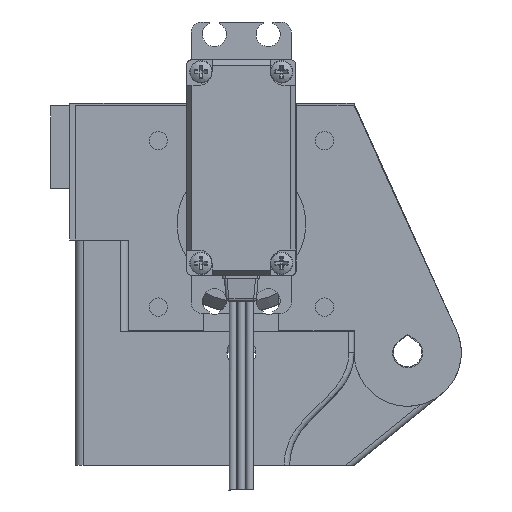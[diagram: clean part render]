
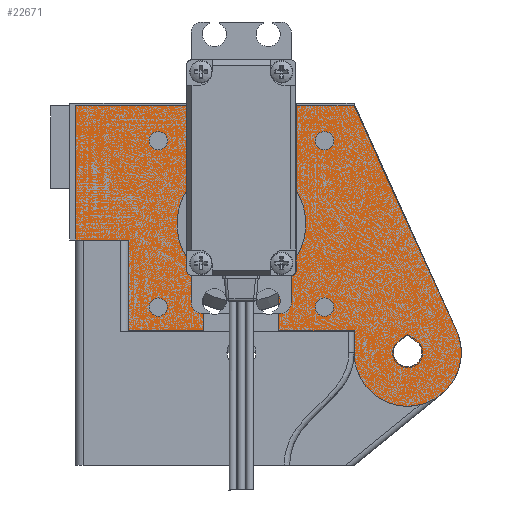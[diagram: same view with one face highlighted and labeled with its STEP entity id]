
A CAD part, left-side view. The second image highlights one B-rep face of the part: STEP entity #22671.
In plain terms, the highlighted planar face has unit normal (-1, 0, 0).
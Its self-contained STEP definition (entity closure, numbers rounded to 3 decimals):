
#640=FACE_BOUND('',#3016,.T.);
#641=FACE_BOUND('',#3017,.T.);
#642=FACE_BOUND('',#3018,.T.);
#643=FACE_BOUND('',#3019,.T.);
#644=FACE_BOUND('',#3020,.T.);
#860=PLANE('',#24216);
#1655=FACE_OUTER_BOUND('',#3015,.T.);
#3015=EDGE_LOOP('',(#16333,#16334,#16335,#16336,#16337,#16338,#16339,#16340,
#16341,#16342,#16343,#16344,#16345));
#3016=EDGE_LOOP('',(#16346,#16347,#16348));
#3017=EDGE_LOOP('',(#16349));
#3018=EDGE_LOOP('',(#16350));
#3019=EDGE_LOOP('',(#16351));
#3020=EDGE_LOOP('',(#16352));
#4701=CIRCLE('',#24217,12.);
#4702=CIRCLE('',#24218,10.);
#4703=CIRCLE('',#24219,2.65);
#4704=CIRCLE('',#24220,1.7);
#4705=CIRCLE('',#24221,1.7);
#4706=CIRCLE('',#24222,1.7);
#4707=CIRCLE('',#24223,1.7);
#5866=LINE('',#40715,#7729);
#5876=LINE('',#40741,#7739);
#5879=LINE('',#40747,#7742);
#5880=LINE('',#40749,#7743);
#5881=LINE('',#40751,#7744);
#5882=LINE('',#40755,#7745);
#5883=LINE('',#40757,#7746);
#5884=LINE('',#40759,#7747);
#5885=LINE('',#40761,#7748);
#5886=LINE('',#40765,#7749);
#5887=LINE('',#40766,#7750);
#5888=LINE('',#40769,#7751);
#5889=LINE('',#40772,#7752);
#7729=VECTOR('',#27288,10.);
#7739=VECTOR('',#27310,10.);
#7742=VECTOR('',#27315,10.);
#7743=VECTOR('',#27316,10.);
#7744=VECTOR('',#27317,10.);
#7745=VECTOR('',#27320,10.);
#7746=VECTOR('',#27321,10.);
#7747=VECTOR('',#27322,10.);
#7748=VECTOR('',#27323,10.);
#7749=VECTOR('',#27326,10.);
#7750=VECTOR('',#27327,10.);
#7751=VECTOR('',#27328,10.);
#7752=VECTOR('',#27331,10.);
#9715=VERTEX_POINT('',#40713);
#9716=VERTEX_POINT('',#40714);
#9726=VERTEX_POINT('',#40740);
#9728=VERTEX_POINT('',#40746);
#9729=VERTEX_POINT('',#40748);
#9730=VERTEX_POINT('',#40750);
#9731=VERTEX_POINT('',#40752);
#9732=VERTEX_POINT('',#40754);
#9733=VERTEX_POINT('',#40756);
#9734=VERTEX_POINT('',#40758);
#9735=VERTEX_POINT('',#40760);
#9736=VERTEX_POINT('',#40762);
#9737=VERTEX_POINT('',#40764);
#9738=VERTEX_POINT('',#40767);
#9739=VERTEX_POINT('',#40768);
#9740=VERTEX_POINT('',#40770);
#9741=VERTEX_POINT('',#40773);
#9742=VERTEX_POINT('',#40775);
#9743=VERTEX_POINT('',#40777);
#9744=VERTEX_POINT('',#40779);
#12197=EDGE_CURVE('',#9715,#9716,#5866,.T.);
#12210=EDGE_CURVE('',#9726,#9715,#5876,.T.);
#12213=EDGE_CURVE('',#9716,#9728,#5879,.T.);
#12214=EDGE_CURVE('',#9728,#9729,#5880,.T.);
#12215=EDGE_CURVE('',#9729,#9730,#5881,.T.);
#12216=EDGE_CURVE('',#9730,#9731,#4701,.T.);
#12217=EDGE_CURVE('',#9731,#9732,#5882,.T.);
#12218=EDGE_CURVE('',#9732,#9733,#5883,.T.);
#12219=EDGE_CURVE('',#9733,#9734,#5884,.T.);
#12220=EDGE_CURVE('',#9734,#9735,#5885,.T.);
#12221=EDGE_CURVE('',#9735,#9736,#4702,.T.);
#12222=EDGE_CURVE('',#9737,#9736,#5886,.T.);
#12223=EDGE_CURVE('',#9737,#9726,#5887,.T.);
#12224=EDGE_CURVE('',#9738,#9739,#5888,.T.);
#12225=EDGE_CURVE('',#9739,#9740,#4703,.T.);
#12226=EDGE_CURVE('',#9740,#9738,#5889,.T.);
#12227=EDGE_CURVE('',#9741,#9741,#4704,.T.);
#12228=EDGE_CURVE('',#9742,#9742,#4705,.T.);
#12229=EDGE_CURVE('',#9743,#9743,#4706,.T.);
#12230=EDGE_CURVE('',#9744,#9744,#4707,.T.);
#16333=ORIENTED_EDGE('',*,*,#12197,.T.);
#16334=ORIENTED_EDGE('',*,*,#12213,.T.);
#16335=ORIENTED_EDGE('',*,*,#12214,.T.);
#16336=ORIENTED_EDGE('',*,*,#12215,.T.);
#16337=ORIENTED_EDGE('',*,*,#12216,.T.);
#16338=ORIENTED_EDGE('',*,*,#12217,.T.);
#16339=ORIENTED_EDGE('',*,*,#12218,.T.);
#16340=ORIENTED_EDGE('',*,*,#12219,.T.);
#16341=ORIENTED_EDGE('',*,*,#12220,.T.);
#16342=ORIENTED_EDGE('',*,*,#12221,.T.);
#16343=ORIENTED_EDGE('',*,*,#12222,.F.);
#16344=ORIENTED_EDGE('',*,*,#12223,.T.);
#16345=ORIENTED_EDGE('',*,*,#12210,.T.);
#16346=ORIENTED_EDGE('',*,*,#12224,.T.);
#16347=ORIENTED_EDGE('',*,*,#12225,.T.);
#16348=ORIENTED_EDGE('',*,*,#12226,.T.);
#16349=ORIENTED_EDGE('',*,*,#12227,.T.);
#16350=ORIENTED_EDGE('',*,*,#12228,.T.);
#16351=ORIENTED_EDGE('',*,*,#12229,.T.);
#16352=ORIENTED_EDGE('',*,*,#12230,.T.);
#22671=ADVANCED_FACE('',(#1655,#640,#641,#642,#643,#644),#860,.T.);
#24216=AXIS2_PLACEMENT_3D('',#40745,#27313,#27314);
#24217=AXIS2_PLACEMENT_3D('',#40753,#27318,#27319);
#24218=AXIS2_PLACEMENT_3D('',#40763,#27324,#27325);
#24219=AXIS2_PLACEMENT_3D('',#40771,#27329,#27330);
#24220=AXIS2_PLACEMENT_3D('',#40774,#27332,#27333);
#24221=AXIS2_PLACEMENT_3D('',#40776,#27334,#27335);
#24222=AXIS2_PLACEMENT_3D('',#40778,#27336,#27337);
#24223=AXIS2_PLACEMENT_3D('',#40780,#27338,#27339);
#27288=DIRECTION('',(0.,-1.,0.));
#27310=DIRECTION('',(0.,0.,-1.));
#27313=DIRECTION('center_axis',(-1.,0.,0.));
#27314=DIRECTION('ref_axis',(0.,-1.,0.));
#27315=DIRECTION('',(0.,0.,-1.));
#27316=DIRECTION('',(0.,-1.,0.));
#27317=DIRECTION('',(0.,0.,1.));
#27318=DIRECTION('center_axis',(1.,0.,0.));
#27319=DIRECTION('ref_axis',(0.,-1.,0.));
#27320=DIRECTION('',(0.,0.,-1.));
#27321=DIRECTION('',(0.,-1.,0.));
#27322=DIRECTION('',(0.,0.,-1.));
#27323=DIRECTION('',(0.,0.,-1.));
#27324=DIRECTION('center_axis',(-1.,0.,0.));
#27325=DIRECTION('ref_axis',(0.,-1.,0.));
#27326=DIRECTION('',(0.,-0.415,-0.91));
#27327=DIRECTION('',(0.,1.,0.));
#27328=DIRECTION('',(0.,-0.817,-0.576));
#27329=DIRECTION('center_axis',(1.,0.,0.));
#27330=DIRECTION('ref_axis',(0.,-1.,0.));
#27331=DIRECTION('',(0.,-0.817,0.576));
#27332=DIRECTION('center_axis',(1.,0.,0.));
#27333=DIRECTION('ref_axis',(0.,-1.,0.));
#27334=DIRECTION('center_axis',(1.,0.,0.));
#27335=DIRECTION('ref_axis',(0.,-1.,0.));
#27336=DIRECTION('center_axis',(1.,0.,0.));
#27337=DIRECTION('ref_axis',(0.,-1.,0.));
#27338=DIRECTION('center_axis',(1.,0.,0.));
#27339=DIRECTION('ref_axis',(0.,-1.,0.));
#40713=CARTESIAN_POINT('',(-123.,31.,21.));
#40714=CARTESIAN_POINT('',(-123.,21.,21.));
#40715=CARTESIAN_POINT('',(-123.,13.,21.));
#40740=CARTESIAN_POINT('',(-123.,31.,46.));
#40741=CARTESIAN_POINT('',(-123.,31.,46.));
#40745=CARTESIAN_POINT('Origin',(-123.,0.,24.3));
#40746=CARTESIAN_POINT('',(-123.,21.,4.05));
#40747=CARTESIAN_POINT('',(-123.,21.,44.55));
#40748=CARTESIAN_POINT('',(-123.,7.,4.05));
#40749=CARTESIAN_POINT('',(-123.,21.,4.05));
#40750=CARTESIAN_POINT('',(-123.,7.,14.253));
#40751=CARTESIAN_POINT('',(-123.,7.,14.175));
#40752=CARTESIAN_POINT('',(-123.,-7.,14.253));
#40753=CARTESIAN_POINT('Origin',(-123.,0.,24.));
#40754=CARTESIAN_POINT('',(-123.,-7.,4.05));
#40755=CARTESIAN_POINT('',(-123.,-7.,14.175));
#40756=CARTESIAN_POINT('',(-123.,-21.,4.05));
#40757=CARTESIAN_POINT('',(-123.,21.,4.05));
#40758=CARTESIAN_POINT('',(-123.,-21.,4.));
#40759=CARTESIAN_POINT('',(-123.,-21.,46.));
#40760=CARTESIAN_POINT('',(-123.,-21.,0.));
#40761=CARTESIAN_POINT('',(-123.,-21.,4.));
#40762=CARTESIAN_POINT('',(-123.,-40.097,4.152));
#40763=CARTESIAN_POINT('Origin',(-123.,-31.,0.));
#40764=CARTESIAN_POINT('',(-123.,-21.,46.));
#40765=CARTESIAN_POINT('',(-123.,-21.,46.));
#40766=CARTESIAN_POINT('',(-123.,21.,46.));
#40767=CARTESIAN_POINT('',(-123.,-31.,3.243));
#40768=CARTESIAN_POINT('',(-123.,-32.527,2.166));
#40769=CARTESIAN_POINT('',(-123.,-15.69,14.041));
#40770=CARTESIAN_POINT('',(-123.,-29.473,2.166));
#40771=CARTESIAN_POINT('Origin',(-123.,-31.,0.));
#40772=CARTESIAN_POINT('',(-123.,-24.844,-1.099));
#40773=CARTESIAN_POINT('',(-123.,17.2,8.5));
#40774=CARTESIAN_POINT('Origin',(-123.,15.5,8.5));
#40775=CARTESIAN_POINT('',(-123.,-13.8,8.5));
#40776=CARTESIAN_POINT('Origin',(-123.,-15.5,8.5));
#40777=CARTESIAN_POINT('',(-123.,17.2,39.5));
#40778=CARTESIAN_POINT('Origin',(-123.,15.5,39.5));
#40779=CARTESIAN_POINT('',(-123.,-13.8,39.5));
#40780=CARTESIAN_POINT('Origin',(-123.,-15.5,39.5));
